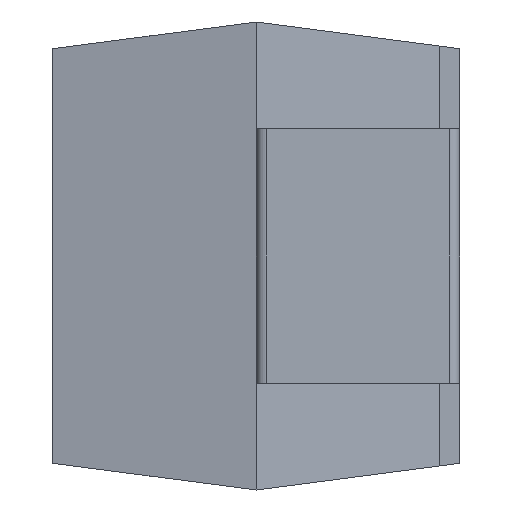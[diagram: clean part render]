
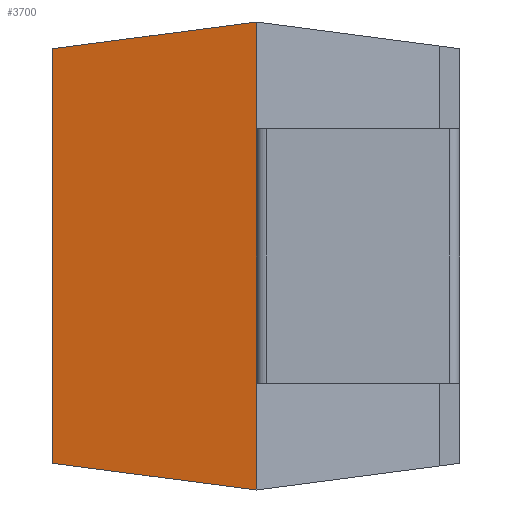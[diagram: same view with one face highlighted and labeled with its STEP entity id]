
A CAD part, left-side view. The second image highlights one B-rep face of the part: STEP entity #3700.
In plain terms, the highlighted planar face has unit normal (-0.984, 0.179, 0).
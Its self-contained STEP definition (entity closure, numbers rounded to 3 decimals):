
#4 = CARTESIAN_POINT ( 'NONE',  ( 0., 2., -4.6 ) ) ;
#63 = FACE_OUTER_BOUND ( 'NONE', #3087, .T. ) ;
#77 = EDGE_CURVE ( 'NONE', #3510, #2078, #949, .T. ) ;
#93 = LINE ( 'NONE', #1314, #1679 ) ;
#309 = DIRECTION ( 'NONE',  ( -0.179, -0.984, 0. ) ) ;
#368 = VERTEX_POINT ( 'NONE', #2182 ) ;
#459 = VECTOR ( 'NONE', #2253, 1000. ) ;
#693 = ORIENTED_EDGE ( 'NONE', *, *, #77, .F. ) ;
#784 = CARTESIAN_POINT ( 'NONE',  ( 0.364, 4., -0.263 ) ) ;
#949 = LINE ( 'NONE', #3125, #459 ) ;
#983 = AXIS2_PLACEMENT_3D ( 'NONE', #3289, #2961, #309 ) ;
#1039 = LINE ( 'NONE', #2475, #3507 ) ;
#1210 = DIRECTION ( 'NONE',  ( 0., 0., 1. ) ) ;
#1237 = DIRECTION ( 'NONE',  ( -0.178, -0.976, -0.128 ) ) ;
#1251 = EDGE_CURVE ( 'NONE', #368, #2609, #1039, .T. ) ;
#1314 = CARTESIAN_POINT ( 'NONE',  ( -0.347, 0.096, -4.85 ) ) ;
#1393 = DIRECTION ( 'NONE',  ( 0., 0., 1. ) ) ;
#1478 = LINE ( 'NONE', #4, #2597 ) ;
#1615 = DIRECTION ( 'NONE',  ( 0., 0., 1. ) ) ;
#1642 = VERTEX_POINT ( 'NONE', #1993 ) ;
#1679 = VECTOR ( 'NONE', #1237, 1000. ) ;
#1730 = EDGE_CURVE ( 'NONE', #2609, #1642, #1478, .T. ) ;
#1848 = CARTESIAN_POINT ( 'NONE',  ( 0.364, 4., -4.337 ) ) ;
#1861 = VECTOR ( 'NONE', #2077, 1000. ) ;
#1962 = VERTEX_POINT ( 'NONE', #1848 ) ;
#1978 = ORIENTED_EDGE ( 'NONE', *, *, #1251, .T. ) ;
#1993 = CARTESIAN_POINT ( 'NONE',  ( 0., 2., -1.05 ) ) ;
#2077 = DIRECTION ( 'NONE',  ( 0., 0., 1. ) ) ;
#2078 = VERTEX_POINT ( 'NONE', #2114 ) ;
#2114 = CARTESIAN_POINT ( 'NONE',  ( 0., 2., 0. ) ) ;
#2182 = CARTESIAN_POINT ( 'NONE',  ( 0., 2., -4.6 ) ) ;
#2253 = DIRECTION ( 'NONE',  ( -0.178, -0.976, 0.128 ) ) ;
#2365 = EDGE_CURVE ( 'NONE', #1962, #3510, #3308, .T. ) ;
#2475 = CARTESIAN_POINT ( 'NONE',  ( 0., 2., -4.6 ) ) ;
#2502 = ORIENTED_EDGE ( 'NONE', *, *, #1730, .T. ) ;
#2546 = ORIENTED_EDGE ( 'NONE', *, *, #3048, .T. ) ;
#2572 = CARTESIAN_POINT ( 'NONE',  ( 0., 2., -3.55 ) ) ;
#2597 = VECTOR ( 'NONE', #1210, 1000. ) ;
#2609 = VERTEX_POINT ( 'NONE', #2572 ) ;
#2658 = CARTESIAN_POINT ( 'NONE',  ( 0.364, 4., -4.6 ) ) ;
#2828 = CARTESIAN_POINT ( 'NONE',  ( 0., 2., -4.6 ) ) ;
#2961 = DIRECTION ( 'NONE',  ( -0.984, 0.179, 0. ) ) ;
#3048 = EDGE_CURVE ( 'NONE', #1962, #368, #93, .T. ) ;
#3087 = EDGE_LOOP ( 'NONE', ( #3546, #2546, #1978, #2502, #3703, #693 ) ) ;
#3125 = CARTESIAN_POINT ( 'NONE',  ( -0.242, 0.671, 0.175 ) ) ;
#3246 = PLANE ( 'NONE',  #983 ) ;
#3273 = EDGE_CURVE ( 'NONE', #1642, #2078, #3397, .T. ) ;
#3289 = CARTESIAN_POINT ( 'NONE',  ( -0.352, 0.064, -4.6 ) ) ;
#3308 = LINE ( 'NONE', #2658, #1861 ) ;
#3397 = LINE ( 'NONE', #2828, #3461 ) ;
#3461 = VECTOR ( 'NONE', #1393, 1000. ) ;
#3507 = VECTOR ( 'NONE', #1615, 1000. ) ;
#3510 = VERTEX_POINT ( 'NONE', #784 ) ;
#3546 = ORIENTED_EDGE ( 'NONE', *, *, #2365, .F. ) ;
#3700 = ADVANCED_FACE ( 'NONE', ( #63 ), #3246, .T. ) ;
#3703 = ORIENTED_EDGE ( 'NONE', *, *, #3273, .T. ) ;
